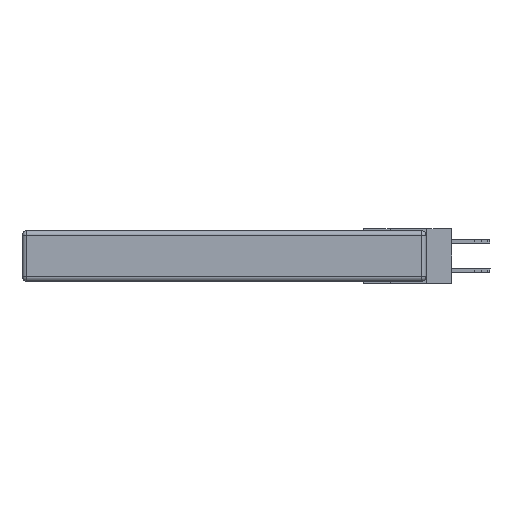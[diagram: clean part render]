
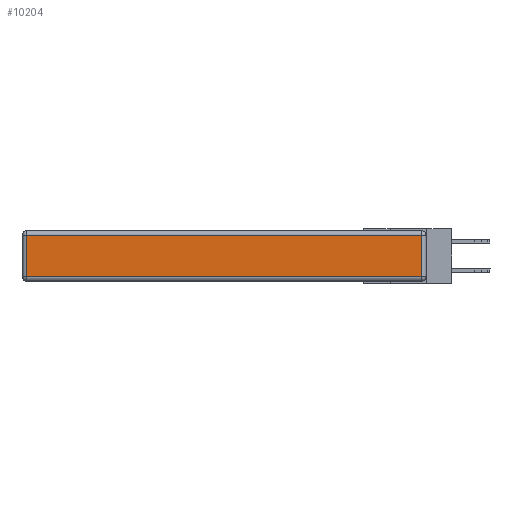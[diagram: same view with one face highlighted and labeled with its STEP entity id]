
A CAD part, left-side view. The second image highlights one B-rep face of the part: STEP entity #10204.
In plain terms, the highlighted planar face has unit normal (-1, 0, 0).
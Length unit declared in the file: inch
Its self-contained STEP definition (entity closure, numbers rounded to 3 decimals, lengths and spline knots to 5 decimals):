
#571 = CARTESIAN_POINT ( 'NONE',  ( 0., 2.75, -0.03 ) ) ;
#1006 = EDGE_CURVE ( 'NONE', #17799, #18105, #2691, .T. ) ;
#1082 = DIRECTION ( 'NONE',  ( 0., -1., 0. ) ) ;
#1249 = CARTESIAN_POINT ( 'NONE',  ( 0., 0., -0.343 ) ) ;
#2691 = LINE ( 'NONE', #571, #6314 ) ;
#2950 = CARTESIAN_POINT ( 'NONE',  ( 0., 2.72, -0.313 ) ) ;
#3364 = CARTESIAN_POINT ( 'NONE',  ( 0., 0., -0.313 ) ) ;
#4226 = VERTEX_POINT ( 'NONE', #10227 ) ;
#5457 = ORIENTED_EDGE ( 'NONE', *, *, #19338, .T. ) ;
#5900 = EDGE_CURVE ( 'NONE', #18105, #9189, #20530, .T. ) ;
#6071 = CARTESIAN_POINT ( 'NONE',  ( 0., 2.72, -0.343 ) ) ;
#6314 = VECTOR ( 'NONE', #19877, 39.37008 ) ;
#7679 = ORIENTED_EDGE ( 'NONE', *, *, #5900, .T. ) ;
#7799 = AXIS2_PLACEMENT_3D ( 'NONE', #1249, #16694, #20734 ) ;
#9189 = VERTEX_POINT ( 'NONE', #2950 ) ;
#9297 = CARTESIAN_POINT ( 'NONE',  ( 0., 0.03, -0.343 ) ) ;
#10204 = ADVANCED_FACE ( 'NONE', ( #23149 ), #12872, .T. ) ;
#10227 = CARTESIAN_POINT ( 'NONE',  ( 0., 0.03, -0.313 ) ) ;
#12134 = ORIENTED_EDGE ( 'NONE', *, *, #1006, .T. ) ;
#12175 = EDGE_LOOP ( 'NONE', ( #18603, #5457, #12134, #7679 ) ) ;
#12872 = PLANE ( 'NONE',  #7799 ) ;
#13743 = VECTOR ( 'NONE', #24533, 39.37008 ) ;
#14226 = CARTESIAN_POINT ( 'NONE',  ( 0., 0.03, -0.03 ) ) ;
#14321 = VECTOR ( 'NONE', #1082, 39.37008 ) ;
#16296 = VECTOR ( 'NONE', #17962, 39.37008 ) ;
#16694 = DIRECTION ( 'NONE',  ( -1., 0., 0. ) ) ;
#16743 = CARTESIAN_POINT ( 'NONE',  ( 0., 2.72, -0.03 ) ) ;
#17136 = EDGE_CURVE ( 'NONE', #9189, #4226, #19472, .T. ) ;
#17799 = VERTEX_POINT ( 'NONE', #14226 ) ;
#17962 = DIRECTION ( 'NONE',  ( 0., 0., -1. ) ) ;
#18105 = VERTEX_POINT ( 'NONE', #16743 ) ;
#18603 = ORIENTED_EDGE ( 'NONE', *, *, #17136, .T. ) ;
#19338 = EDGE_CURVE ( 'NONE', #4226, #17799, #19477, .T. ) ;
#19472 = LINE ( 'NONE', #3364, #14321 ) ;
#19477 = LINE ( 'NONE', #9297, #13743 ) ;
#19877 = DIRECTION ( 'NONE',  ( 0., 1., 0. ) ) ;
#20530 = LINE ( 'NONE', #6071, #16296 ) ;
#20734 = DIRECTION ( 'NONE',  ( 0., 0., 1. ) ) ;
#23149 = FACE_OUTER_BOUND ( 'NONE', #12175, .T. ) ;
#24533 = DIRECTION ( 'NONE',  ( 0., 0., 1. ) ) ;
